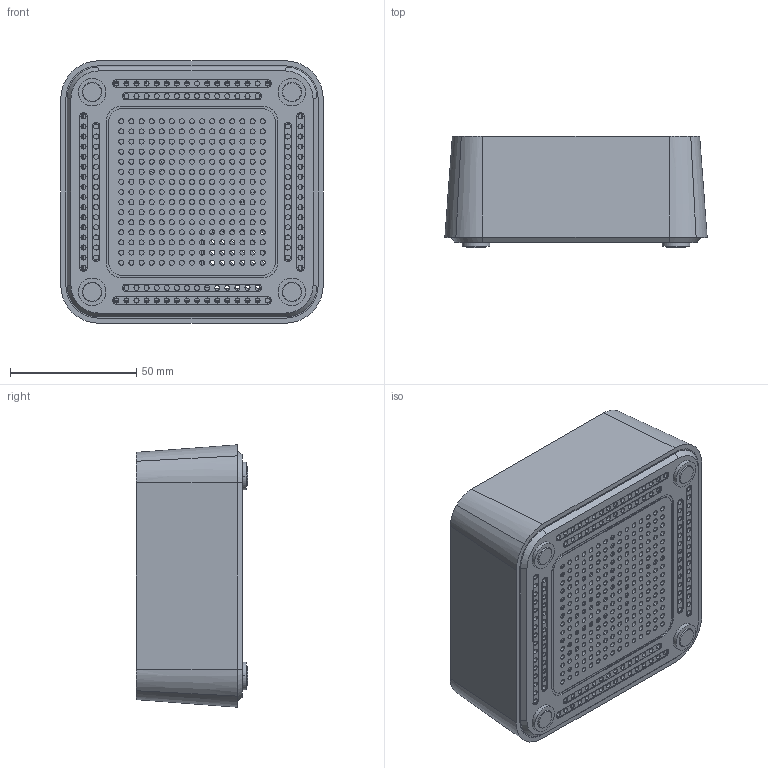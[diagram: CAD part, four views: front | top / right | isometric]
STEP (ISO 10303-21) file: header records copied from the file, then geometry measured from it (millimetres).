
FILE_DESCRIPTION((''),'2;1');
FILE_NAME('000QIBENGHE2_ASM','2022-11-30T10:04:44',('Administrator'),(''),'CREO PARAMETRIC BY PTC INC, 2017260','CREO PARAMETRIC BY PTC INC, 2017260','');
FILE_SCHEMA(('CONFIG_CONTROL_DESIGN'));
Length unit declared in the file: millimetre
Products named in the file (5): 2QBH04; 2206007801; 2QBH06; 2206007701; 000QIBENGHE2_ASM
Assembly tree (7 placements, depth 2):
  000QIBENGHE2_ASM
    2QBH04
    2206007801
    2QBH06  x4
    2206007701
Bounding box: 104 x 44 x 104 mm (x, y, z)
Volume: 77732.3 mm3; surface area: 104028.4 mm2
Topology: 7 solids, 7 shells, 1453 faces, 3999 edges, 2658 vertices
Faces by surface type: cylinder 900, plane 469, bspline 48, cone 20, extrusion 16
Entity records: 49678 total; most frequent: CARTESIAN_POINT 10264, DIRECTION 8363, ORIENTED_EDGE 7954, EDGE_CURVE 3977, AXIS2_PLACEMENT_3D 3205, VERTEX_POINT 2644, EDGE_LOOP 2159, VECTOR 1953
